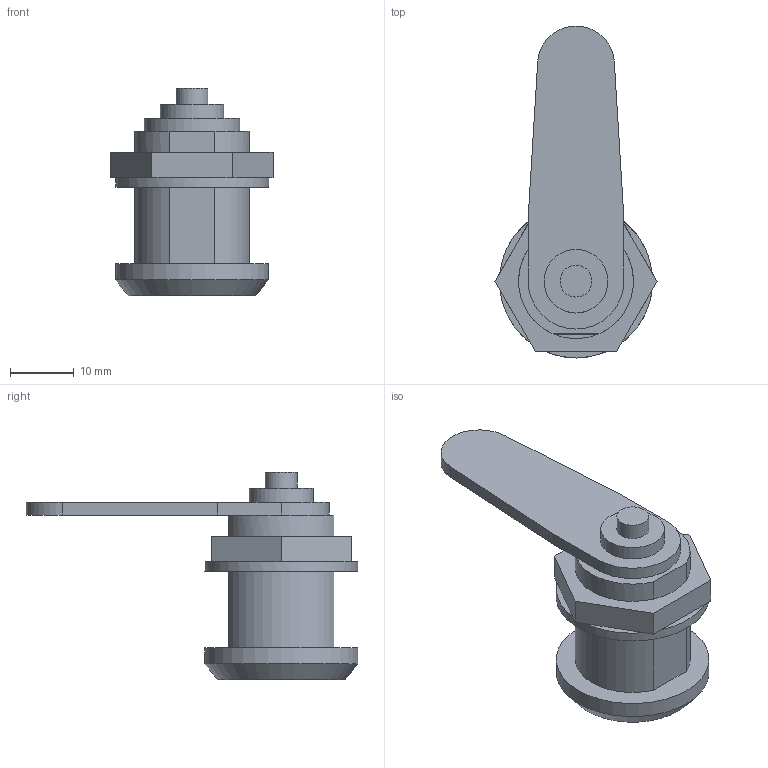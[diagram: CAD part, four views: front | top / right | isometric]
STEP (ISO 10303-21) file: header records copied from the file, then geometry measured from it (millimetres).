
FILE_DESCRIPTION (( 'STEP AP203' ), '1' );
FILE_NAME ('YZK10-18-20-40 ﾇ瑟鶴 18-20_40.STEP', '2016-09-14T06:45:53', ( '' ), ( '' ), 'SwSTEP 2.0', 'SolidWorks 2014', '' );
FILE_SCHEMA (( 'CONFIG_CONTROL_DESIGN' ));
Length unit declared in the file: millimetre
Products named in the file (1): YZK10-18-20-40 ﾇ瑟鶴 18-20_40
Bounding box: 25.4 x 52 x 32.5 mm (x, y, z)
Volume: 9517.1 mm3; surface area: 4339.9 mm2
Topology: 1 solids, 1 shells, 52 faces, 119 edges, 72 vertices
Faces by surface type: plane 39, cylinder 12, cone 1
Full cylindrical faces by diameter (mm): 5 x1, 10 x1, 24 x2
Entity records: 1497 total; most frequent: DIRECTION 258, CARTESIAN_POINT 237, ORIENTED_EDGE 226, EDGE_CURVE 113, AXIS2_PLACEMENT_3D 92, LINE 74, VECTOR 74, VERTEX_POINT 71
